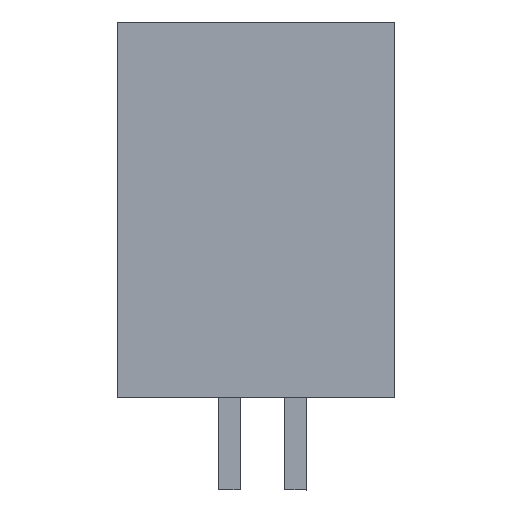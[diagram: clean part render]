
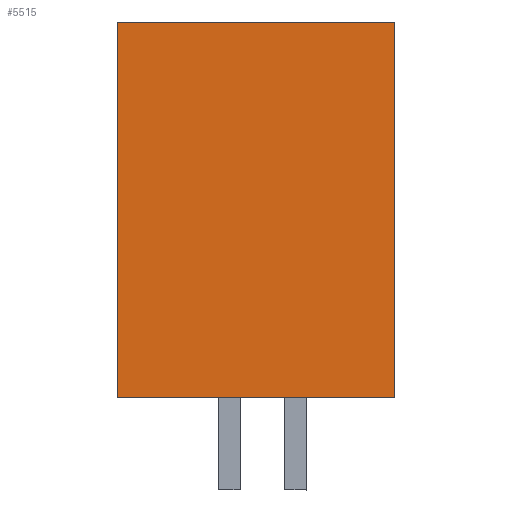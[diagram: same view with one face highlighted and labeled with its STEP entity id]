
A CAD part, left-side view. The second image highlights one B-rep face of the part: STEP entity #5515.
In plain terms, the highlighted planar face has unit normal (-1, 0, 0).
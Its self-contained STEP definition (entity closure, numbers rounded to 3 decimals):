
#5495=AXIS2_PLACEMENT_3D('Plane Axis2P3D',#5492,#5493,#5494) ;
#1038=CARTESIAN_POINT('Vertex',(0.,0.,3.5)) ;
#1041=CARTESIAN_POINT('Line Origine',(0.,5.25,3.5)) ;
#1045=CARTESIAN_POINT('Vertex',(0.,10.5,3.5)) ;
#2244=CARTESIAN_POINT('Line Origine',(0.,0.,10.6)) ;
#2248=CARTESIAN_POINT('Vertex',(0.,0.,17.7)) ;
#5492=CARTESIAN_POINT('Axis2P3D Location',(0.,10.5,0.)) ;
#5497=CARTESIAN_POINT('Line Origine',(0.,10.5,10.6)) ;
#5501=CARTESIAN_POINT('Vertex',(0.,10.5,17.7)) ;
#5504=CARTESIAN_POINT('Line Origine',(0.,5.25,17.7)) ;
#1042=DIRECTION('Vector Direction',(0.,-1.,0.)) ;
#2245=DIRECTION('Vector Direction',(0.,0.,1.)) ;
#5493=DIRECTION('Axis2P3D Direction',(-1.,0.,0.)) ;
#5494=DIRECTION('Axis2P3D XDirection',(0.,-1.,0.)) ;
#5498=DIRECTION('Vector Direction',(0.,0.,1.)) ;
#5505=DIRECTION('Vector Direction',(0.,-1.,0.)) ;
#1043=VECTOR('Line Direction',#1042,1.) ;
#2246=VECTOR('Line Direction',#2245,1.) ;
#5499=VECTOR('Line Direction',#5498,1.) ;
#5506=VECTOR('Line Direction',#5505,1.) ;
#5510=ORIENTED_EDGE('',*,*,#5503,.T.) ;
#5511=ORIENTED_EDGE('',*,*,#1047,.T.) ;
#5512=ORIENTED_EDGE('',*,*,#2250,.T.) ;
#5513=ORIENTED_EDGE('',*,*,#5508,.T.) ;
#5515=ADVANCED_FACE('HOUSING',(#5514),#5496,.T.) ;
#1047=EDGE_CURVE('',#1046,#1039,#1044,.T.) ;
#2250=EDGE_CURVE('',#1039,#2249,#2247,.T.) ;
#5503=EDGE_CURVE('',#5502,#1046,#5500,.F.) ;
#5508=EDGE_CURVE('',#2249,#5502,#5507,.F.) ;
#5509=EDGE_LOOP('',(#5510,#5511,#5512,#5513)) ;
#5514=FACE_OUTER_BOUND('',#5509,.T.) ;
#1044=LINE('Line',#1041,#1043) ;
#2247=LINE('Line',#2244,#2246) ;
#5500=LINE('Line',#5497,#5499) ;
#5507=LINE('Line',#5504,#5506) ;
#5496=PLANE('',#5495) ;
#1039=VERTEX_POINT('',#1038) ;
#1046=VERTEX_POINT('',#1045) ;
#2249=VERTEX_POINT('',#2248) ;
#5502=VERTEX_POINT('',#5501) ;
